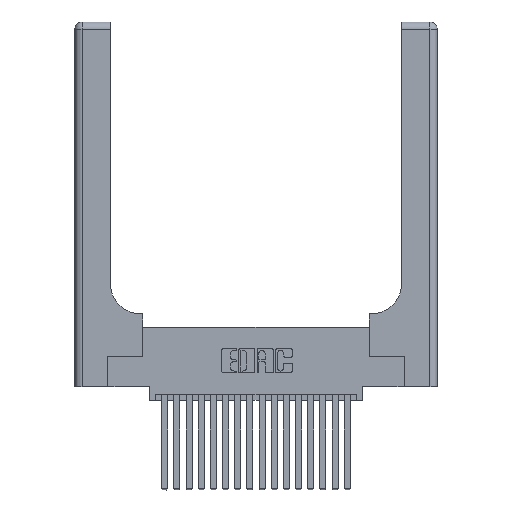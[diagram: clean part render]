
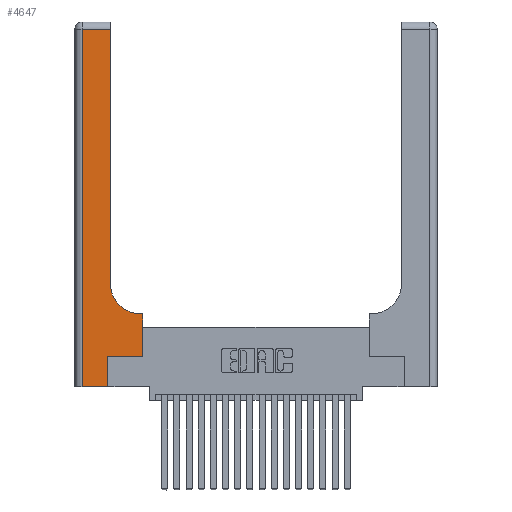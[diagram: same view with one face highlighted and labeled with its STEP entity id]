
A CAD part, top view. The second image highlights one B-rep face of the part: STEP entity #4647.
In plain terms, the highlighted planar face has unit normal (0, 0, 1).
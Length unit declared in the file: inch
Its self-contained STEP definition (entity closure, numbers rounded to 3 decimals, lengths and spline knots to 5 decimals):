
#288 = EDGE_CURVE ( 'NONE', #13587, #11599, #20936, .T. ) ;
#594 = CARTESIAN_POINT ( 'NONE',  ( 0., 0., 0.37 ) ) ;
#648 = CARTESIAN_POINT ( 'NONE',  ( 0.06, 3., 0.37 ) ) ;
#654 = VECTOR ( 'NONE', #8720, 39.37008 ) ;
#1587 = EDGE_CURVE ( 'NONE', #17202, #4701, #11380, .T. ) ;
#2464 = DIRECTION ( 'NONE',  ( -1., 0., 0. ) ) ;
#2759 = CARTESIAN_POINT ( 'NONE',  ( 0.5585, 0.25, 0.37 ) ) ;
#3290 = ORIENTED_EDGE ( 'NONE', *, *, #20410, .T. ) ;
#3725 = CIRCLE ( 'NONE', #6084, 0.25 ) ;
#4174 = CARTESIAN_POINT ( 'NONE',  ( 0.2915, 0.85, 0.37 ) ) ;
#4419 = ORIENTED_EDGE ( 'NONE', *, *, #13603, .T. ) ;
#4562 = VERTEX_POINT ( 'NONE', #16913 ) ;
#4647 = ADVANCED_FACE ( 'NONE', ( #13888 ), #18951, .F. ) ;
#4701 = VERTEX_POINT ( 'NONE', #20593 ) ;
#5283 = DIRECTION ( 'NONE',  ( 0., 1., 0. ) ) ;
#5968 = CARTESIAN_POINT ( 'NONE',  ( 0.5585, 0.25, 0.37 ) ) ;
#6084 = AXIS2_PLACEMENT_3D ( 'NONE', #16912, #7162, #18291 ) ;
#6278 = LINE ( 'NONE', #11831, #14172 ) ;
#6403 = DIRECTION ( 'NONE',  ( 1., 0., 0. ) ) ;
#6413 = VERTEX_POINT ( 'NONE', #17707 ) ;
#6477 = VECTOR ( 'NONE', #6403, 39.37008 ) ;
#7088 = ORIENTED_EDGE ( 'NONE', *, *, #20444, .T. ) ;
#7097 = CARTESIAN_POINT ( 'NONE',  ( 0., 2.94, 0.37 ) ) ;
#7162 = DIRECTION ( 'NONE',  ( 0., 0., -1. ) ) ;
#7273 = ORIENTED_EDGE ( 'NONE', *, *, #20084, .T. ) ;
#7421 = EDGE_CURVE ( 'NONE', #14538, #17202, #13014, .T. ) ;
#7571 = VECTOR ( 'NONE', #12036, 39.37008 ) ;
#7793 = CARTESIAN_POINT ( 'NONE',  ( 0.269, 0.25, 0.37 ) ) ;
#8720 = DIRECTION ( 'NONE',  ( -1., 0., 0. ) ) ;
#9460 = CARTESIAN_POINT ( 'NONE',  ( 0.2915, 2.94, 0.37 ) ) ;
#9614 = ORIENTED_EDGE ( 'NONE', *, *, #1587, .T. ) ;
#10565 = CARTESIAN_POINT ( 'NONE',  ( 0.2915, 0.6, 0.37 ) ) ;
#11380 = LINE ( 'NONE', #7097, #654 ) ;
#11599 = VERTEX_POINT ( 'NONE', #12050 ) ;
#11604 = LINE ( 'NONE', #648, #7571 ) ;
#11831 = CARTESIAN_POINT ( 'NONE',  ( 0.269, 0., 0.37 ) ) ;
#12036 = DIRECTION ( 'NONE',  ( 0., -1., 0. ) ) ;
#12050 = CARTESIAN_POINT ( 'NONE',  ( 0.269, 0., 0.37 ) ) ;
#12054 = EDGE_LOOP ( 'NONE', ( #15832, #9614, #7088, #17836, #3290, #4419, #7273, #15010, #12477 ) ) ;
#12338 = DIRECTION ( 'NONE',  ( 0., 0., -1. ) ) ;
#12477 = ORIENTED_EDGE ( 'NONE', *, *, #20472, .T. ) ;
#12630 = DIRECTION ( 'NONE',  ( -1., 0., 0. ) ) ;
#12718 = VECTOR ( 'NONE', #15060, 39.37008 ) ;
#13014 = LINE ( 'NONE', #13227, #19702 ) ;
#13194 = VECTOR ( 'NONE', #2464, 39.37008 ) ;
#13227 = CARTESIAN_POINT ( 'NONE',  ( 0.2915, 3., 0.37 ) ) ;
#13508 = VERTEX_POINT ( 'NONE', #5968 ) ;
#13587 = VERTEX_POINT ( 'NONE', #19625 ) ;
#13603 = EDGE_CURVE ( 'NONE', #19154, #13508, #16393, .T. ) ;
#13888 = FACE_OUTER_BOUND ( 'NONE', #12054, .T. ) ;
#14172 = VECTOR ( 'NONE', #5283, 39.37008 ) ;
#14538 = VERTEX_POINT ( 'NONE', #4174 ) ;
#14977 = LINE ( 'NONE', #10565, #13194 ) ;
#15010 = ORIENTED_EDGE ( 'NONE', *, *, #18765, .T. ) ;
#15060 = DIRECTION ( 'NONE',  ( 1., 0., 0. ) ) ;
#15163 = DIRECTION ( 'NONE',  ( 0., 1., 0. ) ) ;
#15832 = ORIENTED_EDGE ( 'NONE', *, *, #7421, .T. ) ;
#15846 = DIRECTION ( 'NONE',  ( 0., 1., 0. ) ) ;
#16393 = LINE ( 'NONE', #21124, #6477 ) ;
#16612 = AXIS2_PLACEMENT_3D ( 'NONE', #19083, #12338, #12630 ) ;
#16912 = CARTESIAN_POINT ( 'NONE',  ( 0.5415, 0.85, 0.37 ) ) ;
#16913 = CARTESIAN_POINT ( 'NONE',  ( 0.5585, 0.6, 0.37 ) ) ;
#17202 = VERTEX_POINT ( 'NONE', #9460 ) ;
#17267 = VECTOR ( 'NONE', #15846, 39.37008 ) ;
#17707 = CARTESIAN_POINT ( 'NONE',  ( 0.5415, 0.6, 0.37 ) ) ;
#17836 = ORIENTED_EDGE ( 'NONE', *, *, #288, .T. ) ;
#18291 = DIRECTION ( 'NONE',  ( 1., 0., 0. ) ) ;
#18765 = EDGE_CURVE ( 'NONE', #4562, #6413, #14977, .T. ) ;
#18951 = PLANE ( 'NONE',  #16612 ) ;
#19083 = CARTESIAN_POINT ( 'NONE',  ( 0., 3., 0.37 ) ) ;
#19154 = VERTEX_POINT ( 'NONE', #7793 ) ;
#19343 = LINE ( 'NONE', #2759, #17267 ) ;
#19625 = CARTESIAN_POINT ( 'NONE',  ( 0.06, 0., 0.37 ) ) ;
#19702 = VECTOR ( 'NONE', #15163, 39.37008 ) ;
#20084 = EDGE_CURVE ( 'NONE', #13508, #4562, #19343, .T. ) ;
#20410 = EDGE_CURVE ( 'NONE', #11599, #19154, #6278, .T. ) ;
#20444 = EDGE_CURVE ( 'NONE', #4701, #13587, #11604, .T. ) ;
#20472 = EDGE_CURVE ( 'NONE', #6413, #14538, #3725, .T. ) ;
#20593 = CARTESIAN_POINT ( 'NONE',  ( 0.06, 2.94, 0.37 ) ) ;
#20936 = LINE ( 'NONE', #594, #12718 ) ;
#21124 = CARTESIAN_POINT ( 'NONE',  ( 0.269, 0.25, 0.37 ) ) ;
